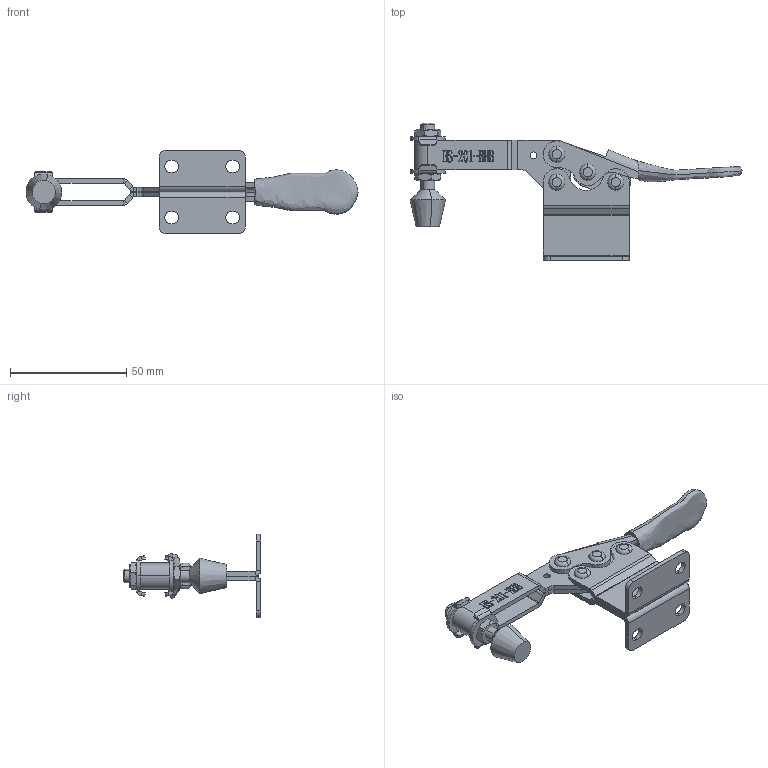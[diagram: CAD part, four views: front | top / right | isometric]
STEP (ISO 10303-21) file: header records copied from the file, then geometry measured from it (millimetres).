
FILE_DESCRIPTION (( 'STEP AP203' ), '1' );
FILE_NAME ('HS-201-BHB.STEP', '2019-10-15T01:18:22', ( '微软用户' ), ( '微软中国' ), 'SwSTEP 2.0', 'SolidWorks 2012', '' );
FILE_SCHEMA (( 'CONFIG_CONTROL_DESIGN' ));
Length unit declared in the file: millimetre
Products named in the file (11): HS-201-BHB; FW-141; hex thin nuts-grades ab-chamfered gb_GB_FASTENER_NUT_STNAB M6-N; hexagon head bolts-full thread gb_GB_FASTENER_BOLT_STBAB A M6X40-C; 揤輸; 揤參; 种; 忒參; 蟀裝; 楊擘菁釱; 忒梟
Assembly tree (16 placements, depth 2):
  HS-201-BHB
    楊擘菁釱  x2
    蟀裝
    忒參
    忒梟
    种  x4
    揤參
    揤輸
    hexagon head bolts-full thread gb_GB_FASTENER_BOLT_STBAB A M6X40-C
    hex thin nuts-grades ab-chamfered gb_GB_FASTENER_NUT_STNAB M6-N  x2
    FW-141  x2
Bounding box: 142.94 x 59.35 x 36 mm (x, y, z)
Volume: 21615.5 mm3; surface area: 22567.2 mm2
Topology: 16 solids, 16 shells, 781 faces, 2015 edges, 1303 vertices
Faces by surface type: plane 443, bspline 149, cylinder 143, cone 30, torus 16
Entity records: 33725 total; most frequent: CARTESIAN_POINT 16813, ORIENTED_EDGE 3496, DIRECTION 2724, EDGE_CURVE 1748, VECTOR 1164, LINE 1164, VERTEX_POINT 1137, AXIS2_PLACEMENT_3D 780
